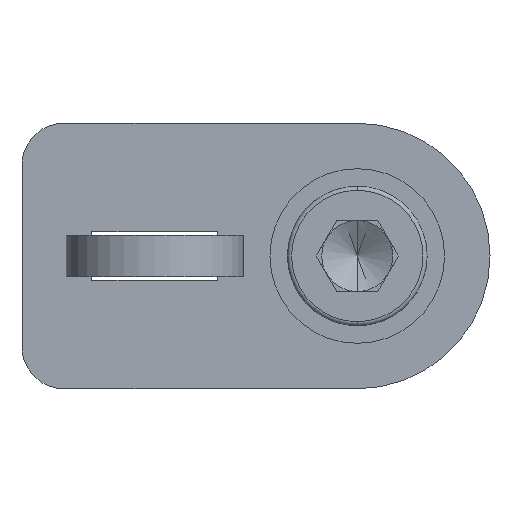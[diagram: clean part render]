
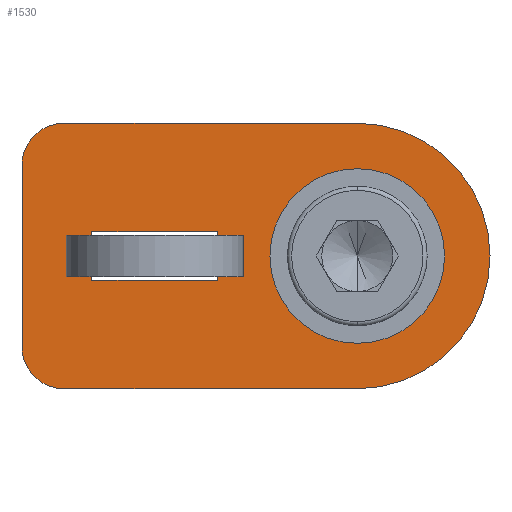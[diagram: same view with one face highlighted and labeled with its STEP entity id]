
A CAD part, front view. The second image highlights one B-rep face of the part: STEP entity #1530.
In plain terms, the highlighted planar face has unit normal (0, -1, 0).
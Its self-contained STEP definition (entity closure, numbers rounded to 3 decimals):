
#6 = DIRECTION ( 'NONE',  ( 0., -1., 0. ) ) ;
#9 = CARTESIAN_POINT ( 'NONE',  ( -4.5, 0., 1.75 ) ) ;
#118 = LINE ( 'NONE', #1010, #2149 ) ;
#126 = DIRECTION ( 'NONE',  ( 0., 1., 0. ) ) ;
#295 = ORIENTED_EDGE ( 'NONE', *, *, #2615, .T. ) ;
#417 = PLANE ( 'NONE',  #2624 ) ;
#424 = DIRECTION ( 'NONE',  ( 0., 0., 1. ) ) ;
#434 = LINE ( 'NONE', #3974, #1462 ) ;
#438 = CIRCLE ( 'NONE', #528, 4.85 ) ;
#496 = DIRECTION ( 'NONE',  ( 0., 0., 1. ) ) ;
#515 = AXIS2_PLACEMENT_3D ( 'NONE', #2822, #1125, #4855 ) ;
#528 = AXIS2_PLACEMENT_3D ( 'NONE', #3119, #2724, #5278 ) ;
#542 = CARTESIAN_POINT ( 'NONE',  ( 14.5, 0., -4.85 ) ) ;
#552 = EDGE_LOOP ( 'NONE', ( #789, #4061 ) ) ;
#624 = CARTESIAN_POINT ( 'NONE',  ( 14.5, 0., 0. ) ) ;
#701 = LINE ( 'NONE', #5411, #4377 ) ;
#730 = EDGE_CURVE ( 'NONE', #3176, #4135, #3870, .T. ) ;
#735 = DIRECTION ( 'NONE',  ( 0., 0., 1. ) ) ;
#789 = ORIENTED_EDGE ( 'NONE', *, *, #4748, .F. ) ;
#831 = CIRCLE ( 'NONE', #3833, 3. ) ;
#918 = AXIS2_PLACEMENT_3D ( 'NONE', #1816, #126, #1405 ) ;
#1010 = CARTESIAN_POINT ( 'NONE',  ( -9.5, 0., 9.5 ) ) ;
#1029 = EDGE_LOOP ( 'NONE', ( #2294, #2378, #2916, #4289 ) ) ;
#1088 = CARTESIAN_POINT ( 'NONE',  ( -9.5, 0., 6.5 ) ) ;
#1125 = DIRECTION ( 'NONE',  ( 0., -1., 0. ) ) ;
#1158 = EDGE_CURVE ( 'NONE', #4222, #1557, #701, .T. ) ;
#1208 = FACE_BOUND ( 'NONE', #552, .T. ) ;
#1285 = CIRCLE ( 'NONE', #515, 3. ) ;
#1384 = EDGE_CURVE ( 'NONE', #4532, #3048, #4148, .T. ) ;
#1405 = DIRECTION ( 'NONE',  ( 0., 0., 1. ) ) ;
#1452 = EDGE_CURVE ( 'NONE', #2374, #4222, #3588, .T. ) ;
#1462 = VECTOR ( 'NONE', #2268, 1000. ) ;
#1503 = ORIENTED_EDGE ( 'NONE', *, *, #2986, .T. ) ;
#1510 = VERTEX_POINT ( 'NONE', #4244 ) ;
#1530 = ADVANCED_FACE ( 'NONE', ( #1208, #2253, #4578 ), #417, .F. ) ;
#1557 = VERTEX_POINT ( 'NONE', #3116 ) ;
#1750 = CARTESIAN_POINT ( 'NONE',  ( 14.5, 0., 0. ) ) ;
#1816 = CARTESIAN_POINT ( 'NONE',  ( 14.5, 0., 0. ) ) ;
#1959 = CARTESIAN_POINT ( 'NONE',  ( 4.5, 0., 1.75 ) ) ;
#1966 = EDGE_LOOP ( 'NONE', ( #3901, #1503, #3838, #2950, #4301, #295 ) ) ;
#2149 = VECTOR ( 'NONE', #3999, 1000. ) ;
#2230 = AXIS2_PLACEMENT_3D ( 'NONE', #1750, #3440, #3453 ) ;
#2253 = FACE_OUTER_BOUND ( 'NONE', #1966, .T. ) ;
#2268 = DIRECTION ( 'NONE',  ( -1., 0., 0. ) ) ;
#2282 = DIRECTION ( 'NONE',  ( 0., 0., 1. ) ) ;
#2294 = ORIENTED_EDGE ( 'NONE', *, *, #1158, .T. ) ;
#2296 = CARTESIAN_POINT ( 'NONE',  ( -6.5, 0., -9.5 ) ) ;
#2374 = VERTEX_POINT ( 'NONE', #3404 ) ;
#2378 = ORIENTED_EDGE ( 'NONE', *, *, #5419, .T. ) ;
#2421 = CARTESIAN_POINT ( 'NONE',  ( -4.5, 0., -1.75 ) ) ;
#2466 = LINE ( 'NONE', #4832, #3655 ) ;
#2608 = CARTESIAN_POINT ( 'NONE',  ( -9.5, 0., 9.5 ) ) ;
#2615 = EDGE_CURVE ( 'NONE', #5002, #4135, #1285, .T. ) ;
#2624 = AXIS2_PLACEMENT_3D ( 'NONE', #624, #4826, #2282 ) ;
#2637 = VECTOR ( 'NONE', #735, 1000. ) ;
#2724 = DIRECTION ( 'NONE',  ( 0., -1., 0. ) ) ;
#2755 = VERTEX_POINT ( 'NONE', #2296 ) ;
#2818 = CIRCLE ( 'NONE', #2230, 4.85 ) ;
#2822 = CARTESIAN_POINT ( 'NONE',  ( -6.5, 0., 6.5 ) ) ;
#2823 = VECTOR ( 'NONE', #2960, 1000. ) ;
#2914 = DIRECTION ( 'NONE',  ( 0., 0., -1. ) ) ;
#2916 = ORIENTED_EDGE ( 'NONE', *, *, #4300, .T. ) ;
#2950 = ORIENTED_EDGE ( 'NONE', *, *, #1384, .F. ) ;
#2960 = DIRECTION ( 'NONE',  ( 1., 0., 0. ) ) ;
#2986 = EDGE_CURVE ( 'NONE', #3176, #2755, #831, .T. ) ;
#3026 = VECTOR ( 'NONE', #496, 1000. ) ;
#3048 = VERTEX_POINT ( 'NONE', #5129 ) ;
#3105 = CARTESIAN_POINT ( 'NONE',  ( -4.5, 0., -1.75 ) ) ;
#3116 = CARTESIAN_POINT ( 'NONE',  ( 4.5, 0., -1.75 ) ) ;
#3119 = CARTESIAN_POINT ( 'NONE',  ( 14.5, 0., 0. ) ) ;
#3176 = VERTEX_POINT ( 'NONE', #5085 ) ;
#3404 = CARTESIAN_POINT ( 'NONE',  ( -4.5, 0., 1.75 ) ) ;
#3440 = DIRECTION ( 'NONE',  ( 0., -1., 0. ) ) ;
#3453 = DIRECTION ( 'NONE',  ( 0., 0., -1. ) ) ;
#3538 = LINE ( 'NONE', #2421, #2637 ) ;
#3588 = LINE ( 'NONE', #9, #2823 ) ;
#3655 = VECTOR ( 'NONE', #3989, 1000. ) ;
#3833 = AXIS2_PLACEMENT_3D ( 'NONE', #5044, #6, #424 ) ;
#3838 = ORIENTED_EDGE ( 'NONE', *, *, #5355, .F. ) ;
#3869 = CARTESIAN_POINT ( 'NONE',  ( 14.5, 0., 9.5 ) ) ;
#3870 = LINE ( 'NONE', #2608, #3026 ) ;
#3901 = ORIENTED_EDGE ( 'NONE', *, *, #730, .F. ) ;
#3966 = VERTEX_POINT ( 'NONE', #3105 ) ;
#3974 = CARTESIAN_POINT ( 'NONE',  ( -4.5, 0., -1.75 ) ) ;
#3989 = DIRECTION ( 'NONE',  ( -1., 0., 0. ) ) ;
#3999 = DIRECTION ( 'NONE',  ( 1., 0., 0. ) ) ;
#4061 = ORIENTED_EDGE ( 'NONE', *, *, #4582, .F. ) ;
#4135 = VERTEX_POINT ( 'NONE', #1088 ) ;
#4146 = EDGE_CURVE ( 'NONE', #5002, #4532, #118, .T. ) ;
#4148 = CIRCLE ( 'NONE', #918, 9.5 ) ;
#4222 = VERTEX_POINT ( 'NONE', #1959 ) ;
#4244 = CARTESIAN_POINT ( 'NONE',  ( 14.5, 0., 4.85 ) ) ;
#4289 = ORIENTED_EDGE ( 'NONE', *, *, #1452, .T. ) ;
#4300 = EDGE_CURVE ( 'NONE', #3966, #2374, #3538, .T. ) ;
#4301 = ORIENTED_EDGE ( 'NONE', *, *, #4146, .F. ) ;
#4377 = VECTOR ( 'NONE', #2914, 1000. ) ;
#4532 = VERTEX_POINT ( 'NONE', #3869 ) ;
#4578 = FACE_BOUND ( 'NONE', #1029, .T. ) ;
#4582 = EDGE_CURVE ( 'NONE', #1510, #5347, #2818, .T. ) ;
#4748 = EDGE_CURVE ( 'NONE', #5347, #1510, #438, .T. ) ;
#4826 = DIRECTION ( 'NONE',  ( 0., 1., 0. ) ) ;
#4832 = CARTESIAN_POINT ( 'NONE',  ( -9.5, 0., -9.5 ) ) ;
#4855 = DIRECTION ( 'NONE',  ( 0., 0., 1. ) ) ;
#5002 = VERTEX_POINT ( 'NONE', #5009 ) ;
#5009 = CARTESIAN_POINT ( 'NONE',  ( -6.5, 0., 9.5 ) ) ;
#5044 = CARTESIAN_POINT ( 'NONE',  ( -6.5, 0., -6.5 ) ) ;
#5085 = CARTESIAN_POINT ( 'NONE',  ( -9.5, 0., -6.5 ) ) ;
#5129 = CARTESIAN_POINT ( 'NONE',  ( 14.5, 0., -9.5 ) ) ;
#5278 = DIRECTION ( 'NONE',  ( 0., 0., -1. ) ) ;
#5347 = VERTEX_POINT ( 'NONE', #542 ) ;
#5355 = EDGE_CURVE ( 'NONE', #3048, #2755, #2466, .T. ) ;
#5411 = CARTESIAN_POINT ( 'NONE',  ( 4.5, 0., -1.75 ) ) ;
#5419 = EDGE_CURVE ( 'NONE', #1557, #3966, #434, .T. ) ;
